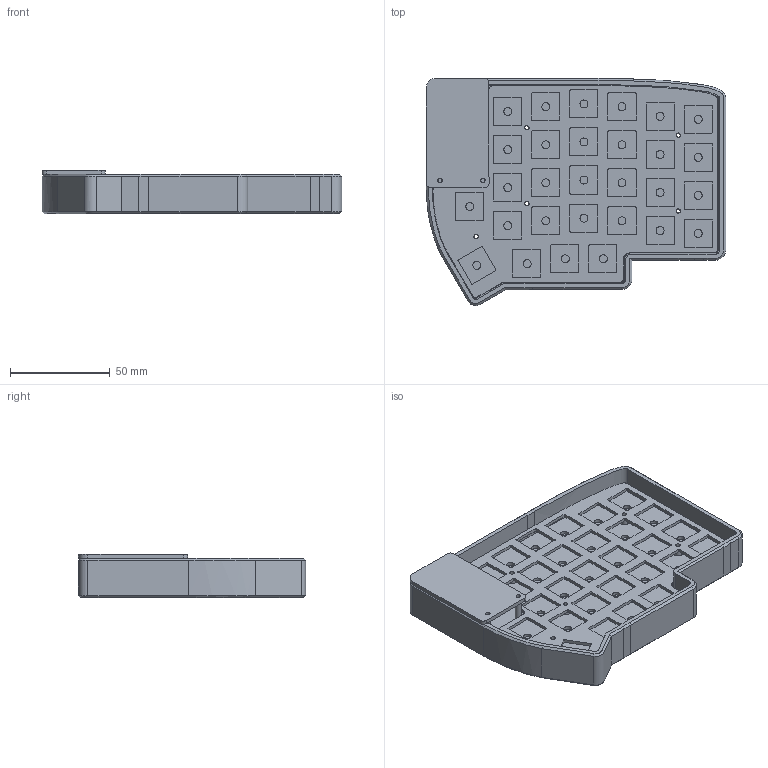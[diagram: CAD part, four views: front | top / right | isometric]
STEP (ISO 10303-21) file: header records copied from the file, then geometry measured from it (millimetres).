
FILE_DESCRIPTION(/* description */ ('STEP AP242','CAx-IF Rec.Pracs.---Representation and Presentation of Product Manufacturing Information (PMI)---4.0---2014-10-13','CAx-IF Rec.Pracs.---3D Tessellated Geometry---0.4---2014-09-14','2;1'),/* implementation_level */ '2;1');
FILE_NAME(/* name */ '6829326b0f17c46687c0b4d8',/* time_stamp */ '2025-05-18T01:05:49Z',/* author */ (''),/* organization */ (''),/* preprocessor_version */ 'ST-DEVELOPER v20',/* originating_system */ 'ONSHAPE BY PTC INC, 1.198',/* authorisation */ ' ');
FILE_SCHEMA (('AP242_MANAGED_MODEL_BASED_3D_ENGINEERING_MIM_LF { 1 0 10303 442 1 1 4 }'));
Length unit declared in the file: metre
Products named in the file (9): Assembly 1; Plate_PCB; Mount Standoff; Assembly PCB; Right Case; Acrylic Standoff; HRO  TYPE-C-31-M-12; Acrylic Piece; 54602-908LFc
Assembly tree (13 placements, depth 2):
  Assembly 1
    Plate_PCB
    Mount Standoff  x5
    Assembly PCB
    Right Case
    Acrylic Standoff  x2
    HRO  TYPE-C-31-M-12
    Acrylic Piece
    54602-908LFc
Bounding box: 149.97 x 113.74 x 21.6 mm (x, y, z)
Volume: 88523.3 mm3; surface area: 97097.1 mm2
Topology: 13 solids, 13 shells, 1013 faces, 2874 edges, 1905 vertices
Faces by surface type: plane 659, cylinder 313, cone 18, bspline 15, torus 8
Full cylindrical faces by diameter (mm): 0.46 x16, 0.5 x2, 0.65 x2, 2 x7, 2.2 x9, 2.3 x5, 3 x7, 3.2 x2, 4 x29, 4.65 x5, 7.2 x4
Entity records: 34039 total; most frequent: CARTESIAN_POINT 7448, ORIENTED_EDGE 5466, DIRECTION 5306, EDGE_CURVE 2733, LINE 2018, VECTOR 2018, VERTEX_POINT 1856, AXIS2_PLACEMENT_3D 1644
